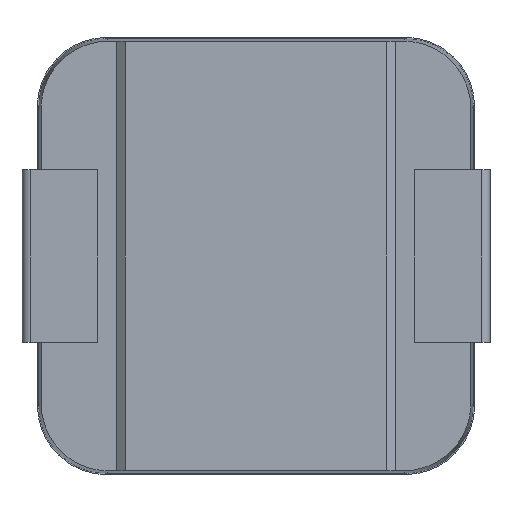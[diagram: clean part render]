
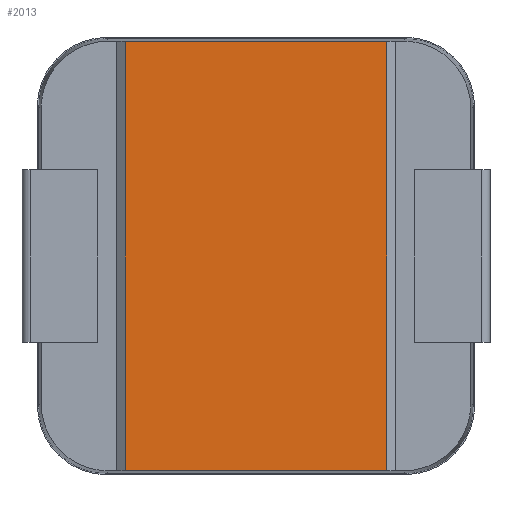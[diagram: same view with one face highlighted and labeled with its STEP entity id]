
A CAD part, front view. The second image highlights one B-rep face of the part: STEP entity #2013.
In plain terms, the highlighted planar face has unit normal (0, -1, 0).
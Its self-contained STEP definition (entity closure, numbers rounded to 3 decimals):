
#295 = CARTESIAN_POINT ( 'NONE',  ( -3.8, 0., 6.232 ) ) ;
#416 = ORIENTED_EDGE ( 'NONE', *, *, #3614, .F. ) ;
#1314 = ORIENTED_EDGE ( 'NONE', *, *, #5135, .T. ) ;
#1584 = EDGE_LOOP ( 'NONE', ( #416, #2777, #1955, #1314 ) ) ;
#1630 = CARTESIAN_POINT ( 'NONE',  ( 0., 0., 0. ) ) ;
#1776 = DIRECTION ( 'NONE',  ( 1., 0., 0. ) ) ;
#1920 = VERTEX_POINT ( 'NONE', #295 ) ;
#1955 = ORIENTED_EDGE ( 'NONE', *, *, #2258, .F. ) ;
#2013 = ADVANCED_FACE ( 'NONE', ( #4379 ), #4658, .F. ) ;
#2206 = VECTOR ( 'NONE', #1776, 1000. ) ;
#2258 = EDGE_CURVE ( 'NONE', #2856, #2292, #4668, .T. ) ;
#2292 = VERTEX_POINT ( 'NONE', #3607 ) ;
#2324 = VECTOR ( 'NONE', #4635, 1000. ) ;
#2531 = AXIS2_PLACEMENT_3D ( 'NONE', #1630, #5708, #5260 ) ;
#2535 = LINE ( 'NONE', #4252, #2324 ) ;
#2540 = LINE ( 'NONE', #4081, #3603 ) ;
#2777 = ORIENTED_EDGE ( 'NONE', *, *, #5470, .T. ) ;
#2856 = VERTEX_POINT ( 'NONE', #2985 ) ;
#2985 = CARTESIAN_POINT ( 'NONE',  ( 3.8, 0., -6.232 ) ) ;
#3268 = VECTOR ( 'NONE', #4929, 1000. ) ;
#3568 = DIRECTION ( 'NONE',  ( 0., 0., 1. ) ) ;
#3603 = VECTOR ( 'NONE', #3568, 1000. ) ;
#3607 = CARTESIAN_POINT ( 'NONE',  ( -3.8, 0., -6.232 ) ) ;
#3614 = EDGE_CURVE ( 'NONE', #1920, #5323, #4612, .T. ) ;
#3696 = CARTESIAN_POINT ( 'NONE',  ( 3.8, 0., 6.232 ) ) ;
#4057 = CARTESIAN_POINT ( 'NONE',  ( 0., 0., -6.232 ) ) ;
#4081 = CARTESIAN_POINT ( 'NONE',  ( 3.8, 0., 0. ) ) ;
#4252 = CARTESIAN_POINT ( 'NONE',  ( -3.8, 0., 0. ) ) ;
#4379 = FACE_OUTER_BOUND ( 'NONE', #1584, .T. ) ;
#4612 = LINE ( 'NONE', #4912, #2206 ) ;
#4635 = DIRECTION ( 'NONE',  ( 0., 0., -1. ) ) ;
#4658 = PLANE ( 'NONE',  #2531 ) ;
#4668 = LINE ( 'NONE', #4057, #3268 ) ;
#4912 = CARTESIAN_POINT ( 'NONE',  ( 0., 0., 6.232 ) ) ;
#4929 = DIRECTION ( 'NONE',  ( -1., 0., 0. ) ) ;
#5135 = EDGE_CURVE ( 'NONE', #2856, #5323, #2540, .T. ) ;
#5260 = DIRECTION ( 'NONE',  ( 0., 0., 1. ) ) ;
#5323 = VERTEX_POINT ( 'NONE', #3696 ) ;
#5470 = EDGE_CURVE ( 'NONE', #1920, #2292, #2535, .T. ) ;
#5708 = DIRECTION ( 'NONE',  ( 0., 1., 0. ) ) ;
